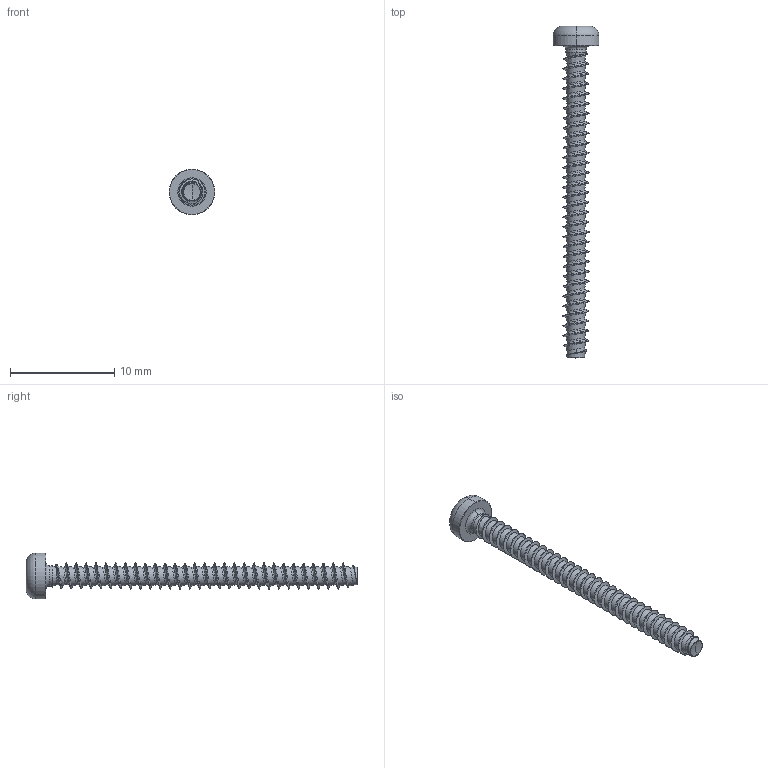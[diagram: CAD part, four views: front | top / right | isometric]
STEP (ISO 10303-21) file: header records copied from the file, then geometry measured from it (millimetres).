
FILE_DESCRIPTION (( 'STEP AP203' ), '1' );
FILE_NAME ('STP390250300.STEP', '2017-08-15T19:23:23', ( '' ), ( '' ), 'SwSTEP 2.0', 'SolidWorks 2015', '' );
FILE_SCHEMA (( 'CONFIG_CONTROL_DESIGN' ));
Products named in the file (1): STP390250300
Bounding box: 4.4 x 31.9 x 4.4 mm (x, y, z)
Volume: 106 mm3; surface area: 333.4 mm2
Topology: 1 solids, 1 shells, 141 faces, 373 edges, 234 vertices
Faces by surface type: cylinder 86, bspline 35, cone 10, torus 6, sphere 2, plane 2
Entity records: 35418 total; most frequent: CARTESIAN_POINT 32449, ORIENTED_EDGE 742, DIRECTION 426, EDGE_CURVE 371, VERTEX_POINT 234, AXIS2_PLACEMENT_3D 163, B_SPLINE_CURVE_WITH_KNOTS 153, EDGE_LOOP 143
